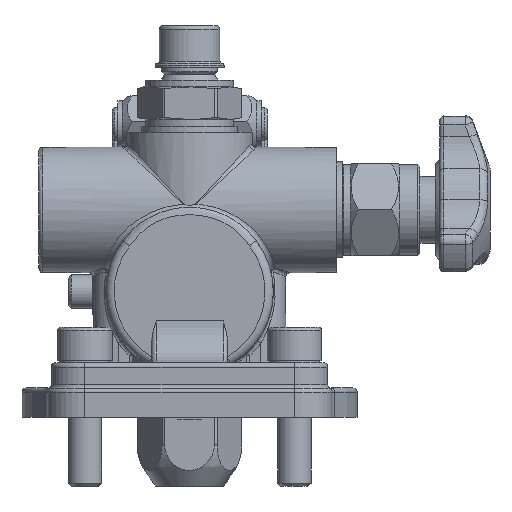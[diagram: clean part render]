
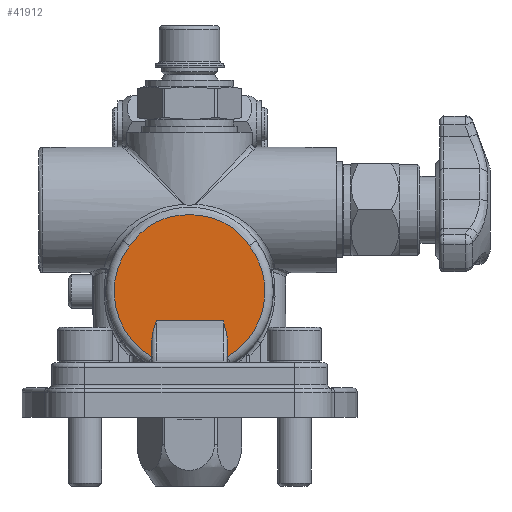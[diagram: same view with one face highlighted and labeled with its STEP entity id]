
A CAD part, left-side view. The second image highlights one B-rep face of the part: STEP entity #41912.
In plain terms, the highlighted planar face has unit normal (-1, 0, 0).
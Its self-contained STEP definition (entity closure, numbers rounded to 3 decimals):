
#35646=CARTESIAN_POINT('',(-25.5,-14.312,39.917));
#35647=VERTEX_POINT('',#35646);
#35655=CARTESIAN_POINT('',(-25.5,-9.,13.412));
#35656=VERTEX_POINT('',#35655);
#35657=CARTESIAN_POINT('',(-25.5,0.,29.));
#35658=DIRECTION('',(1.0,0.0,0.0));
#35659=DIRECTION('',(0.0,0.0,1.0));
#35660=AXIS2_PLACEMENT_3D('',#35657,#35658,#35659);
#35661=CIRCLE('',#35660,18.0);
#35662=EDGE_CURVE('',#35647,#35656,#35661,.T.);
#35741=CARTESIAN_POINT('',(-25.5,14.312,39.917));
#35742=VERTEX_POINT('',#35741);
#35750=CARTESIAN_POINT('',(-25.5,14.312,39.917));
#35751=CARTESIAN_POINT('',(-25.5,13.827,40.552));
#35752=CARTESIAN_POINT('',(-25.5,12.849,41.819));
#35753=CARTESIAN_POINT('',(-25.5,10.602,44.118));
#35754=CARTESIAN_POINT('',(-25.5,7.143,46.227));
#35755=CARTESIAN_POINT('',(-25.5,0.841,47.796));
#35756=CARTESIAN_POINT('',(-25.5,-5.727,47.051));
#35757=CARTESIAN_POINT('',(-25.5,-10.598,44.13));
#35758=CARTESIAN_POINT('',(-25.5,-12.839,41.827));
#35759=CARTESIAN_POINT('',(-25.5,-13.827,40.552));
#35760=CARTESIAN_POINT('',(-25.5,-14.312,39.917));
#35761=B_SPLINE_CURVE_WITH_KNOTS('',3,(#35750,#35751,#35752,#35753,#35754,#35755,#35756,#35757,#35758,#35759,#35760),.UNSPECIFIED.,.F.,.U.,(4,1,1,1,1,1,1,1,4),(0.,0.24,0.48,0.959,1.439,2.398,2.878,3.117,3.357),.UNSPECIFIED.);
#35762=EDGE_CURVE('',#35742,#35647,#35761,.T.);
#35797=CARTESIAN_POINT('',(-25.5,9.,13.412));
#35798=VERTEX_POINT('',#35797);
#35806=CARTESIAN_POINT('',(-25.5,0.,29.));
#35807=DIRECTION('',(1.0,0.0,0.0));
#35808=DIRECTION('',(0.0,0.0,1.0));
#35809=AXIS2_PLACEMENT_3D('',#35806,#35807,#35808);
#35810=CIRCLE('',#35809,18.0);
#35811=EDGE_CURVE('',#35798,#35742,#35810,.T.);
#39266=CARTESIAN_POINT('',(-25.5,-9.,17.417));
#39267=VERTEX_POINT('',#39266);
#39268=CARTESIAN_POINT('',(-25.5,-9.,17.417));
#39269=DIRECTION('',(0.0,0.0,-1.0));
#39270=VECTOR('',#39269,4.006);
#39271=LINE('',#39268,#39270);
#39272=EDGE_CURVE('',#39267,#35656,#39271,.T.);
#40939=CARTESIAN_POINT('',(-25.5,9.,17.417));
#40940=VERTEX_POINT('',#40939);
#40948=CARTESIAN_POINT('',(-25.5,9.,13.412));
#40949=DIRECTION('',(0.0,0.0,1.0));
#40950=VECTOR('',#40949,4.006);
#40951=LINE('',#40948,#40950);
#40952=EDGE_CURVE('',#35798,#40940,#40951,.T.);
#41353=CARTESIAN_POINT('',(-25.5,-8.,22.0));
#41354=VERTEX_POINT('',#41353);
#41355=CARTESIAN_POINT('',(-25.5,-8.,22.0));
#41356=CARTESIAN_POINT('',(-25.5,-8.447,20.588));
#41357=CARTESIAN_POINT('',(-25.5,-9.,18.899));
#41358=CARTESIAN_POINT('',(-25.5,-9.,17.417));
#41359=B_SPLINE_CURVE_WITH_KNOTS('',3,(#41355,#41356,#41357,#41358),.UNSPECIFIED.,.F.,.U.,(4,4),(0.0,0.444),.UNSPECIFIED.);
#41360=EDGE_CURVE('',#39267,#41354,#41359,.F.);
#41415=CARTESIAN_POINT('',(-25.5,8.,22.0));
#41416=VERTEX_POINT('',#41415);
#41417=CARTESIAN_POINT('',(-25.5,9.,17.417));
#41418=CARTESIAN_POINT('',(-25.5,9.,18.899));
#41419=CARTESIAN_POINT('',(-25.5,8.447,20.588));
#41420=CARTESIAN_POINT('',(-25.5,8.,22.0));
#41421=B_SPLINE_CURVE_WITH_KNOTS('',3,(#41417,#41418,#41419,#41420),.UNSPECIFIED.,.F.,.U.,(4,4),(0.913,1.357),.UNSPECIFIED.);
#41422=EDGE_CURVE('',#41416,#40940,#41421,.F.);
#41821=CARTESIAN_POINT('',(-25.5,-8.,22.0));
#41822=DIRECTION('',(0.0,1.0,0.0));
#41823=VECTOR('',#41822,16.);
#41824=LINE('',#41821,#41823);
#41825=EDGE_CURVE('',#41354,#41416,#41824,.T.);
#41897=CARTESIAN_POINT('',(-25.5,0.,29.));
#41898=DIRECTION('',(-1.0,0.0,0.0));
#41899=DIRECTION('',(0.0,0.0,1.0));
#41900=AXIS2_PLACEMENT_3D('',#41897,#41898,#41899);
#41901=PLANE('',#41900);
#41902=ORIENTED_EDGE('',*,*,#35811,.F.);
#41903=ORIENTED_EDGE('',*,*,#40952,.T.);
#41904=ORIENTED_EDGE('',*,*,#41422,.F.);
#41905=ORIENTED_EDGE('',*,*,#41825,.F.);
#41906=ORIENTED_EDGE('',*,*,#41360,.F.);
#41907=ORIENTED_EDGE('',*,*,#39272,.T.);
#41908=ORIENTED_EDGE('',*,*,#35662,.F.);
#41909=ORIENTED_EDGE('',*,*,#35762,.F.);
#41910=EDGE_LOOP('',(#41902,#41903,#41904,#41905,#41906,#41907,#41908,#41909));
#41911=FACE_OUTER_BOUND('',#41910,.T.);
#41912=ADVANCED_FACE('',(#41911),#41901,.T.);
